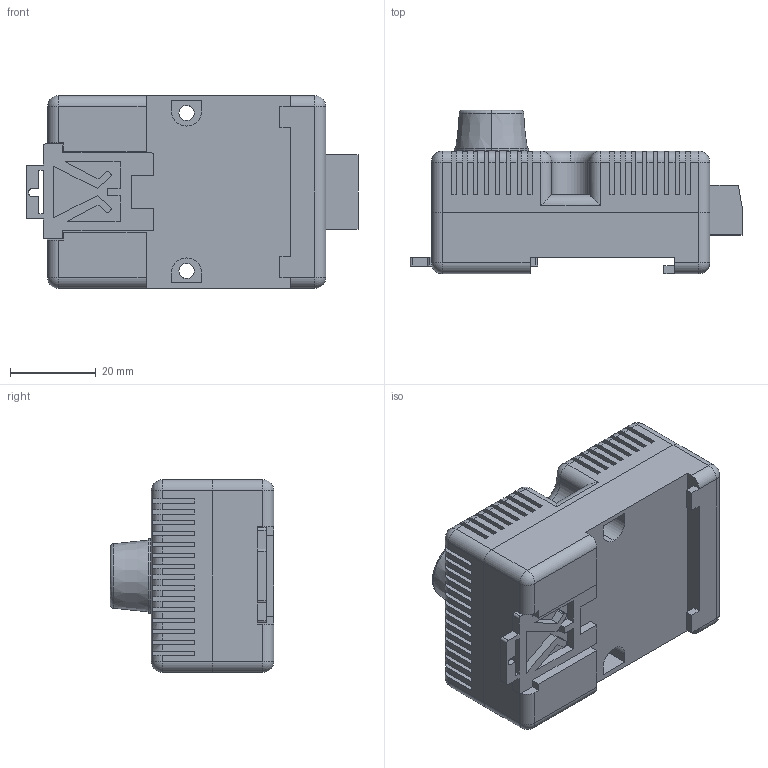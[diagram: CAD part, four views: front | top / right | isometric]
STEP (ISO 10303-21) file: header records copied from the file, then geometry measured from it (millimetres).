
FILE_DESCRIPTION (( 'STEP AP214' ), '1' );
FILE_NAME ('SRAQ-G218_3D.STEP', '2022-04-21T15:54:53', ( '' ), ( '' ), 'SwSTEP 2.0', 'SolidWorks 2021', '' );
FILE_SCHEMA (( 'AUTOMOTIVE_DESIGN' ));
Length unit declared in the file: inch
Products named in the file (1): SRAQ-G218_3D
Bounding box: 77.56 x 38.21 x 45 mm (x, y, z)
Volume: 59983.9 mm3; surface area: 24677.7 mm2
Topology: 2 solids, 2 shells, 696 faces, 1956 edges, 1262 vertices
Faces by surface type: plane 573, cylinder 96, sphere 16, torus 9, cone 2
Entity records: 24008 total; most frequent: CARTESIAN_POINT 3923, ORIENTED_EDGE 3872, DIRECTION 3639, EDGE_CURVE 1936, VECTOR 1611, LINE 1611, VERTEX_POINT 1258, AXIS2_PLACEMENT_3D 1014
